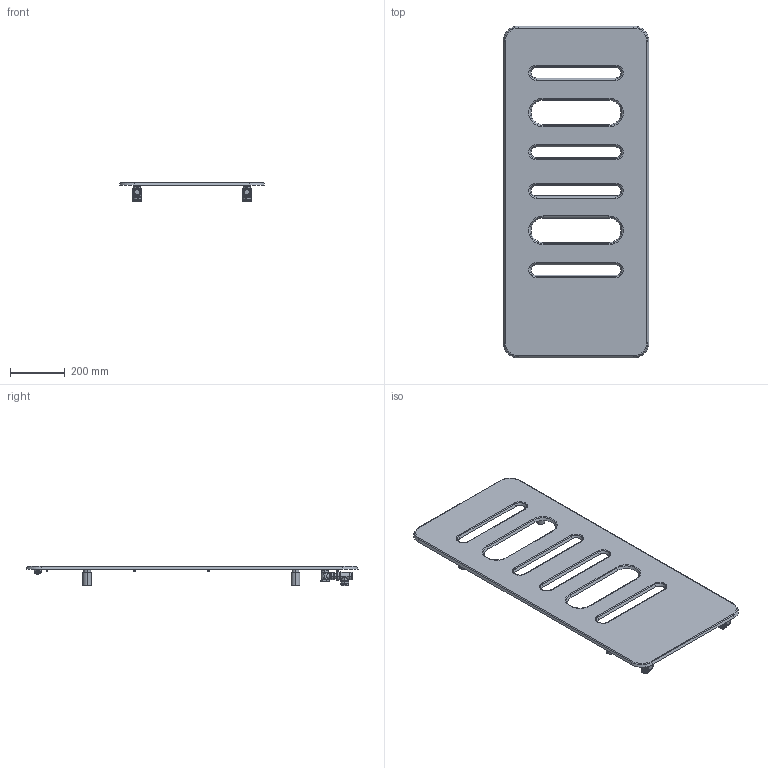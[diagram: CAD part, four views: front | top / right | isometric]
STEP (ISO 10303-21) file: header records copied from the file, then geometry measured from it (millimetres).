
FILE_DESCRIPTION((''),'2;1');
FILE_NAME('3540806100222_3D_SITO_ASM','2022-10-24T11:15:52',('PC132'),(''),'CREO PARAMETRIC BY PTC INC, 2022124','CREO PARAMETRIC BY PTC INC, 2022124','');
FILE_SCHEMA(('AUTOMOTIVE_DESIGN { 1 0 10303 214 1 1 1 1 }'));
Length unit declared in the file: millimetre
Products named in the file (20): 3540806100222_3D_SITO; 1041001240010; 1001071210011; 599199_AN_OTTONE_18; 599199_AN_GOMMA_18; 1991990000018_ASM; 1006171240047; 1006171240097; 1103000000277_AF1_ASM; CORPO_VALVOLA_ELEGANT_SQUAD; TAPPO_DETENTORA_VAL_ELEGANT; RIDUTTORE_VALVOLA_ELEGANT; GHIERA_D_22_VAL_ELEGANT; GUARNIZIONE_CONICA_VALV_ELEGANT; ANELLO_VALVOLA_ELEGANT; AN_STRINGITUBO_14_VAL_ELEGANT; GHIERA_D_17_VAL_ELEGANT; DETENTORE_ELE_SQ_HUMAN_LIVING_ASM; 1103000000287_AF1_ASM; 3540806100222_3D_SITO_ASM
Assembly tree (32 placements, depth 4):
  3540806100222_3D_SITO_ASM
    3540806100222_3D_SITO
    1041001240010
    1001071210011  x8
    1103000000277_AF1_ASM
      1991990000018_ASM  x4
        599199_AN_OTTONE_18
        599199_AN_GOMMA_18
      1006171240047  x2
      1006171240097  x2
    1103000000287_AF1_ASM
      DETENTORE_ELE_SQ_HUMAN_LIVING_ASM  x2
        CORPO_VALVOLA_ELEGANT_SQUAD
        TAPPO_DETENTORA_VAL_ELEGANT
        RIDUTTORE_VALVOLA_ELEGANT
        GHIERA_D_22_VAL_ELEGANT
        GUARNIZIONE_CONICA_VALV_ELEGANT
        ANELLO_VALVOLA_ELEGANT
        AN_STRINGITUBO_14_VAL_ELEGANT
        GHIERA_D_17_VAL_ELEGANT
Bounding box: 531.22 x 1211.22 x 72.25 mm (x, y, z)
Volume: 6088746.7 mm3; surface area: 1245257.6 mm2
Topology: 39 solids, 63 shells, 1266 faces, 2801 edges, 1640 vertices
Faces by surface type: cylinder 438, plane 294, cone 214, torus 208, bspline 96, sphere 16
Entity records: 36224 total; most frequent: CARTESIAN_POINT 7562, DIRECTION 3764, ORIENTED_EDGE 2712, PROPERTY_DEFINITION 1782, REPRESENTATION 1760, PROPERTY_DEFINITION_REPRESENTATION 1760, AXIS2_PLACEMENT_3D 1578, DESCRIPTIVE_REPRESENTATION_ITEM 1520
